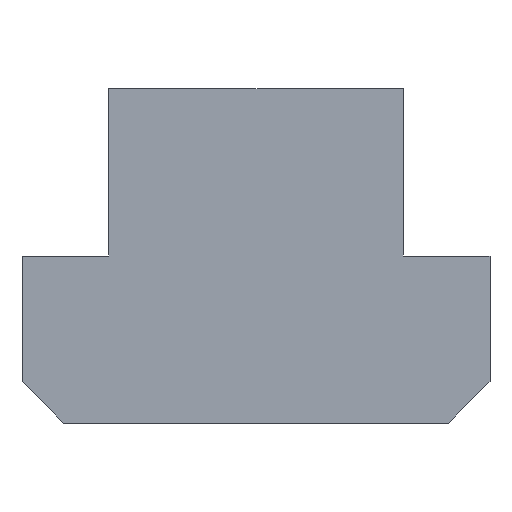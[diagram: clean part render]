
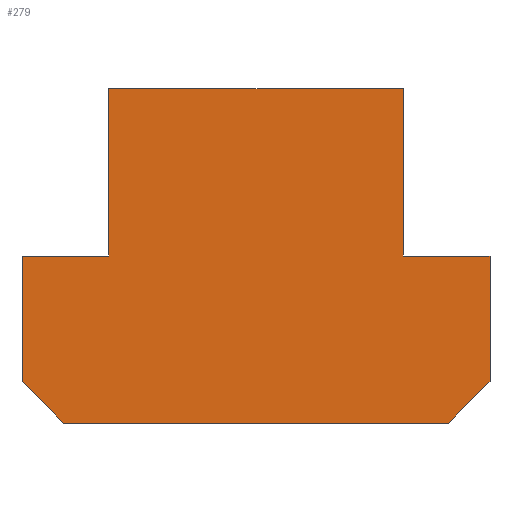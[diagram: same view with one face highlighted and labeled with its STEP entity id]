
A CAD part, front view. The second image highlights one B-rep face of the part: STEP entity #279.
In plain terms, the highlighted planar face has unit normal (0, -1, 0).
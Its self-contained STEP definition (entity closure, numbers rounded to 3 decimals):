
#115=EDGE_CURVE('',#123,#151,#313,.T.);
#117=EDGE_CURVE('',#199,#295,#315,.T.);
#123=VERTEX_POINT('',#321);
#129=EDGE_CURVE('',#159,#123,#328,.T.);
#141=EDGE_CURVE('',#151,#185,#340,.T.);
#147=EDGE_CURVE('',#219,#159,#347,.T.);
#151=VERTEX_POINT('',#352);
#159=VERTEX_POINT('',#361);
#175=EDGE_CURVE('',#185,#199,#379,.T.);
#177=VERTEX_POINT('',#381);
#185=VERTEX_POINT('',#390);
#199=VERTEX_POINT('',#406);
#209=EDGE_CURVE('',#221,#177,#417,.T.);
#213=EDGE_CURVE('',#177,#237,#421,.T.);
#215=EDGE_CURVE('',#237,#219,#423,.T.);
#219=VERTEX_POINT('',#427);
#221=VERTEX_POINT('',#429);
#235=EDGE_CURVE('',#295,#221,#443,.T.);
#237=VERTEX_POINT('',#445);
#279=ADVANCED_FACE('',(#495),#496,.T.);
#295=VERTEX_POINT('',#513);
#313=LINE('',#522,#523);
#315=LINE('',#526,#527);
#321=CARTESIAN_POINT('',(14.0,-14.0,0.0));
#328=LINE('',#544,#545);
#340=LINE('',#565,#566);
#347=LINE('',#576,#577);
#352=CARTESIAN_POINT('',(14.0,-14.0,-7.5));
#361=CARTESIAN_POINT('',(8.8,-14.0,0.0));
#379=LINE('',#620,#621);
#381=CARTESIAN_POINT('',(-8.8,-14.0,0.0));
#390=CARTESIAN_POINT('',(11.5,-14.0,-10.0));
#406=CARTESIAN_POINT('',(-11.5,-14.0,-10.0));
#417=LINE('',#669,#670);
#421=LINE('',#677,#678);
#423=LINE('',#681,#682);
#427=CARTESIAN_POINT('',(8.8,-14.0,10.0));
#429=CARTESIAN_POINT('',(-14.,-14.0,0.0));
#443=LINE('',#711,#712);
#445=CARTESIAN_POINT('',(-8.8,-14.0,10.0));
#495=FACE_OUTER_BOUND('',#779,.T.);
#496=PLANE('',#780);
#513=CARTESIAN_POINT('',(-14.,-14.0,-7.5));
#522=CARTESIAN_POINT('',(14.0,-14.0,-7.5));
#523=VECTOR('',#802,1.0);
#526=CARTESIAN_POINT('',(-14.,-14.0,-7.5));
#527=VECTOR('',#803,1.0);
#544=CARTESIAN_POINT('',(14.0,-14.0,0.0));
#545=VECTOR('',#815,1.0);
#565=CARTESIAN_POINT('',(11.5,-14.0,-10.0));
#566=VECTOR('',#822,1.0);
#576=CARTESIAN_POINT('',(8.8,-14.0,0.0));
#577=VECTOR('',#832,1.0);
#620=CARTESIAN_POINT('',(-11.5,-14.0,-10.0));
#621=VECTOR('',#875,1.0);
#669=CARTESIAN_POINT('',(-8.8,-14.0,0.0));
#670=VECTOR('',#915,1.0);
#677=CARTESIAN_POINT('',(-8.8,-14.0,10.0));
#678=VECTOR('',#917,1.0);
#681=CARTESIAN_POINT('',(8.8,-14.0,10.0));
#682=VECTOR('',#918,1.0);
#711=CARTESIAN_POINT('',(-14.,-14.0,0.0));
#712=VECTOR('',#923,1.0);
#779=EDGE_LOOP('',(#998,#999,#1000,#1001,#1002,#1003,#1004,#1005,#1006,#1007));
#780=AXIS2_PLACEMENT_3D('',#1008,#1009,#1010);
#802=DIRECTION('',(0.0,0.,-1.0));
#803=DIRECTION('',(-0.707,0.,0.707));
#815=DIRECTION('',(1.0,0.0,0.0));
#822=DIRECTION('',(-0.707,0.,-0.707));
#832=DIRECTION('',(0.0,0.,-1.0));
#875=DIRECTION('',(-1.0,0.0,0.0));
#915=DIRECTION('',(1.0,0.0,0.0));
#917=DIRECTION('',(0.0,0.,1.0));
#918=DIRECTION('',(1.0,0.0,0.0));
#923=DIRECTION('',(0.0,0.,1.0));
#998=ORIENTED_EDGE('',*,*,#141,.F.);
#999=ORIENTED_EDGE('',*,*,#115,.F.);
#1000=ORIENTED_EDGE('',*,*,#129,.F.);
#1001=ORIENTED_EDGE('',*,*,#147,.F.);
#1002=ORIENTED_EDGE('',*,*,#215,.F.);
#1003=ORIENTED_EDGE('',*,*,#213,.F.);
#1004=ORIENTED_EDGE('',*,*,#209,.F.);
#1005=ORIENTED_EDGE('',*,*,#235,.F.);
#1006=ORIENTED_EDGE('',*,*,#117,.F.);
#1007=ORIENTED_EDGE('',*,*,#175,.F.);
#1008=CARTESIAN_POINT('',(0.0,-14.0,-0.775));
#1009=DIRECTION('',(0.0,-1.0,0.));
#1010=DIRECTION('',(1.0,0.0,0.0));
